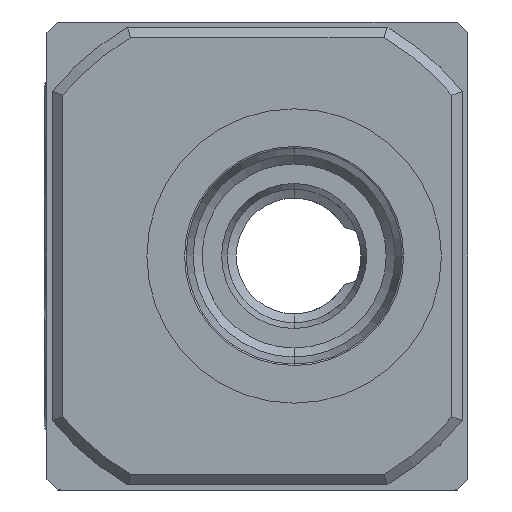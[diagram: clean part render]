
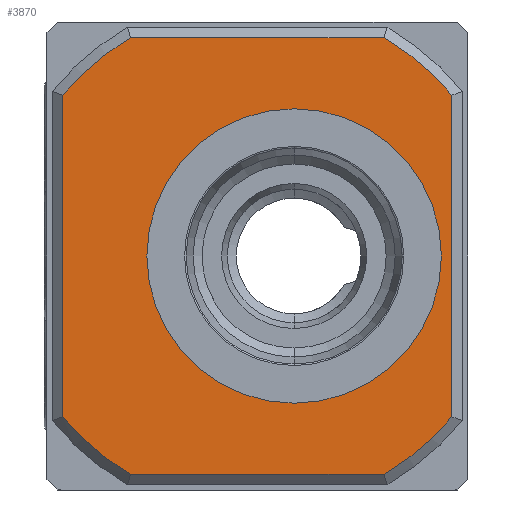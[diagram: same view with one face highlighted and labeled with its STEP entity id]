
A CAD part, left-side view. The second image highlights one B-rep face of the part: STEP entity #3870.
In plain terms, the highlighted planar face has unit normal (-1, 0, 0).
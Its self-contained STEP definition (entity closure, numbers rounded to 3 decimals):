
#81 = CARTESIAN_POINT ( 'NONE',  ( -12., -32.06, 1.5 ) ) ;
#268 = CIRCLE ( 'NONE', #9299, 24. ) ;
#370 = DIRECTION ( 'NONE',  ( 0., 0., 1. ) ) ;
#388 = CARTESIAN_POINT ( 'NONE',  ( -12., -23.5, 22.25 ) ) ;
#727 = ORIENTED_EDGE ( 'NONE', *, *, #12529, .T. ) ;
#728 = CARTESIAN_POINT ( 'NONE',  ( -12., -20., 22.25 ) ) ;
#730 = EDGE_CURVE ( 'NONE', #11790, #14341, #268, .T. ) ;
#951 = CARTESIAN_POINT ( 'NONE',  ( -12., -7.94, 43. ) ) ;
#1415 = ORIENTED_EDGE ( 'NONE', *, *, #5114, .T. ) ;
#1565 = EDGE_CURVE ( 'NONE', #3441, #6165, #17720, .T. ) ;
#1724 = ORIENTED_EDGE ( 'NONE', *, *, #730, .T. ) ;
#1812 = CARTESIAN_POINT ( 'NONE',  ( -12., -20., 22.25 ) ) ;
#1820 = AXIS2_PLACEMENT_3D ( 'NONE', #388, #14165, #12721 ) ;
#2271 = CIRCLE ( 'NONE', #3689, 24. ) ;
#2274 = LINE ( 'NONE', #16826, #3139 ) ;
#2490 = CARTESIAN_POINT ( 'NONE',  ( -12., -32.06, 43. ) ) ;
#2605 = ORIENTED_EDGE ( 'NONE', *, *, #4233, .T. ) ;
#2800 = CARTESIAN_POINT ( 'NONE',  ( -12., -38.5, 6.961 ) ) ;
#3077 = CARTESIAN_POINT ( 'NONE',  ( -12., -23.5, 22.25 ) ) ;
#3139 = VECTOR ( 'NONE', #9929, 1000. ) ;
#3441 = VERTEX_POINT ( 'NONE', #3471 ) ;
#3471 = CARTESIAN_POINT ( 'NONE',  ( -12., -23.5, 36.25 ) ) ;
#3590 = EDGE_LOOP ( 'NONE', ( #16590, #3953 ) ) ;
#3689 = AXIS2_PLACEMENT_3D ( 'NONE', #6617, #13448, #9210 ) ;
#3870 = ADVANCED_FACE ( 'NONE', ( #16987, #12032 ), #14158, .T. ) ;
#3953 = ORIENTED_EDGE ( 'NONE', *, *, #13329, .F. ) ;
#4096 = EDGE_CURVE ( 'NONE', #7284, #10455, #15033, .T. ) ;
#4233 = EDGE_CURVE ( 'NONE', #7350, #7284, #10047, .T. ) ;
#5114 = EDGE_CURVE ( 'NONE', #14341, #17686, #14170, .T. ) ;
#5148 = AXIS2_PLACEMENT_3D ( 'NONE', #8239, #5484, #13738 ) ;
#5484 = DIRECTION ( 'NONE',  ( -1., 0., 0. ) ) ;
#6057 = DIRECTION ( 'NONE',  ( 0., 0., 1. ) ) ;
#6165 = VERTEX_POINT ( 'NONE', #7934 ) ;
#6306 = DIRECTION ( 'NONE',  ( -1., 0., 0. ) ) ;
#6435 = DIRECTION ( 'NONE',  ( 0., 0., -1. ) ) ;
#6617 = CARTESIAN_POINT ( 'NONE',  ( -12., -20., 22.25 ) ) ;
#7284 = VERTEX_POINT ( 'NONE', #81 ) ;
#7350 = VERTEX_POINT ( 'NONE', #9865 ) ;
#7492 = DIRECTION ( 'NONE',  ( -1., 0., 0. ) ) ;
#7873 = CARTESIAN_POINT ( 'NONE',  ( -12., -38.5, 37.539 ) ) ;
#7934 = CARTESIAN_POINT ( 'NONE',  ( -12., -23.5, 8.25 ) ) ;
#8239 = CARTESIAN_POINT ( 'NONE',  ( -12., -20., 22.25 ) ) ;
#8477 = DIRECTION ( 'NONE',  ( -1., 0., 0. ) ) ;
#8847 = ORIENTED_EDGE ( 'NONE', *, *, #11454, .T. ) ;
#8976 = VECTOR ( 'NONE', #12328, 1000. ) ;
#9009 = VECTOR ( 'NONE', #9243, 1000. ) ;
#9129 = CARTESIAN_POINT ( 'NONE',  ( -12., -20., 22.25 ) ) ;
#9180 = CARTESIAN_POINT ( 'NONE',  ( -12., -7.674, 43. ) ) ;
#9210 = DIRECTION ( 'NONE',  ( 0., 0., 1. ) ) ;
#9241 = LINE ( 'NONE', #9180, #9009 ) ;
#9243 = DIRECTION ( 'NONE',  ( 0., 1., 0. ) ) ;
#9299 = AXIS2_PLACEMENT_3D ( 'NONE', #728, #7492, #6057 ) ;
#9811 = CARTESIAN_POINT ( 'NONE',  ( -12., -1.5, 37.539 ) ) ;
#9865 = CARTESIAN_POINT ( 'NONE',  ( -12., -7.94, 1.5 ) ) ;
#9929 = DIRECTION ( 'NONE',  ( 0., 0., 1. ) ) ;
#10047 = LINE ( 'NONE', #16504, #8976 ) ;
#10159 = ORIENTED_EDGE ( 'NONE', *, *, #15385, .T. ) ;
#10455 = VERTEX_POINT ( 'NONE', #2800 ) ;
#10542 = CARTESIAN_POINT ( 'NONE',  ( -12., -1.5, 6.606 ) ) ;
#10791 = EDGE_LOOP ( 'NONE', ( #14091, #2605, #13681, #10159, #727, #8847, #1724, #1415 ) ) ;
#10866 = VERTEX_POINT ( 'NONE', #2490 ) ;
#11449 = DIRECTION ( 'NONE',  ( -1., 0., 0. ) ) ;
#11454 = EDGE_CURVE ( 'NONE', #10866, #11790, #9241, .T. ) ;
#11790 = VERTEX_POINT ( 'NONE', #951 ) ;
#12019 = VECTOR ( 'NONE', #6435, 1000. ) ;
#12032 = FACE_BOUND ( 'NONE', #3590, .T. ) ;
#12328 = DIRECTION ( 'NONE',  ( 0., -1., 0. ) ) ;
#12529 = EDGE_CURVE ( 'NONE', #17079, #10866, #16565, .T. ) ;
#12721 = DIRECTION ( 'NONE',  ( 0., 0., 1. ) ) ;
#13329 = EDGE_CURVE ( 'NONE', #6165, #3441, #13524, .T. ) ;
#13448 = DIRECTION ( 'NONE',  ( -1., 0., 0. ) ) ;
#13524 = CIRCLE ( 'NONE', #14968, 14. ) ;
#13610 = AXIS2_PLACEMENT_3D ( 'NONE', #9129, #6306, #17545 ) ;
#13681 = ORIENTED_EDGE ( 'NONE', *, *, #4096, .T. ) ;
#13738 = DIRECTION ( 'NONE',  ( 0., 0., 1. ) ) ;
#13837 = AXIS2_PLACEMENT_3D ( 'NONE', #1812, #8477, #16701 ) ;
#14091 = ORIENTED_EDGE ( 'NONE', *, *, #14545, .T. ) ;
#14158 = PLANE ( 'NONE',  #13837 ) ;
#14165 = DIRECTION ( 'NONE',  ( -1., 0., 0. ) ) ;
#14170 = LINE ( 'NONE', #10542, #12019 ) ;
#14341 = VERTEX_POINT ( 'NONE', #9811 ) ;
#14545 = EDGE_CURVE ( 'NONE', #17686, #7350, #2271, .T. ) ;
#14968 = AXIS2_PLACEMENT_3D ( 'NONE', #3077, #11449, #370 ) ;
#15033 = CIRCLE ( 'NONE', #13610, 24. ) ;
#15385 = EDGE_CURVE ( 'NONE', #10455, #17079, #2274, .T. ) ;
#15648 = CARTESIAN_POINT ( 'NONE',  ( -12., -1.5, 6.961 ) ) ;
#16504 = CARTESIAN_POINT ( 'NONE',  ( -12., -32.326, 1.5 ) ) ;
#16565 = CIRCLE ( 'NONE', #5148, 24. ) ;
#16590 = ORIENTED_EDGE ( 'NONE', *, *, #1565, .F. ) ;
#16701 = DIRECTION ( 'NONE',  ( 0., 0., 1. ) ) ;
#16826 = CARTESIAN_POINT ( 'NONE',  ( -12., -38.5, 37.894 ) ) ;
#16987 = FACE_OUTER_BOUND ( 'NONE', #10791, .T. ) ;
#17079 = VERTEX_POINT ( 'NONE', #7873 ) ;
#17545 = DIRECTION ( 'NONE',  ( 0., 0., 1. ) ) ;
#17686 = VERTEX_POINT ( 'NONE', #15648 ) ;
#17720 = CIRCLE ( 'NONE', #1820, 14. ) ;
